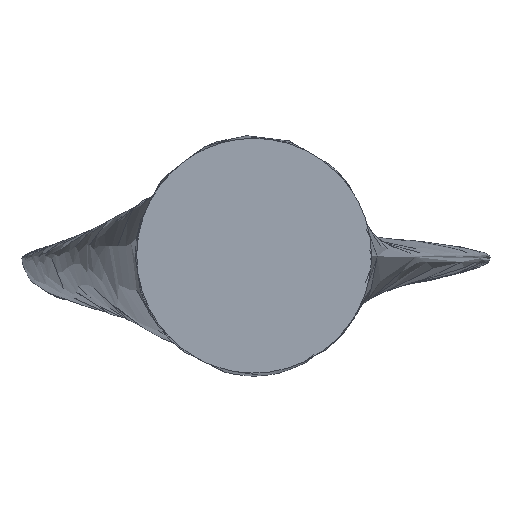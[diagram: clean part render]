
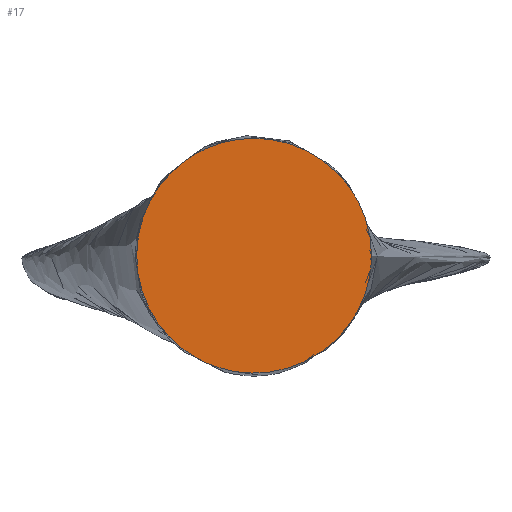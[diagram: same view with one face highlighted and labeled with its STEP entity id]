
A CAD part, top view. The second image highlights one B-rep face of the part: STEP entity #17.
In plain terms, the highlighted free-form (B-spline) face has degree [1, 1] with [2, 2] control points.
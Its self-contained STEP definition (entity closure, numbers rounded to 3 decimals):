
#17 = ADVANCED_FACE('',(#18),#32,.T.);
#18 = FACE_BOUND('',#19,.T.);
#19 = EDGE_LOOP('',(#20));
#20 = ORIENTED_EDGE('',*,*,#21,.T.);
#21 = EDGE_CURVE('',#22,#22,#24,.T.);
#22 = VERTEX_POINT('',#23);
#23 = CARTESIAN_POINT('',(1.212,9.402,-2.441)
  );
#24 = ( BOUNDED_CURVE() B_SPLINE_CURVE(2,(#25,#26,#27,#28,#29,#30,#31),
.UNSPECIFIED.,.T.,.F.) B_SPLINE_CURVE_WITH_KNOTS((1,2,2,2,2,1),(
    -2.094,0.,2.094,4.189,6.283,
8.378),.UNSPECIFIED.) CURVE() GEOMETRIC_REPRESENTATION_ITEM() 
RATIONAL_B_SPLINE_CURVE((1.,0.5,1.,0.5,1.,0.5,1.)) REPRESENTATION_ITEM(
  '') );
#25 = CARTESIAN_POINT('',(1.212,9.402,-2.441)
  );
#26 = CARTESIAN_POINT('',(1.212,11.501,-2.441
    ));
#27 = CARTESIAN_POINT('',(-0.606,10.451,-2.441
    ));
#28 = CARTESIAN_POINT('',(-2.425,9.402,-2.441
    ));
#29 = CARTESIAN_POINT('',(-0.606,8.352,-2.441
    ));
#30 = CARTESIAN_POINT('',(1.212,7.302,-2.441)
  );
#31 = CARTESIAN_POINT('',(1.212,9.402,-2.441)
  );
#32 = B_SPLINE_SURFACE_WITH_KNOTS('',1,1,(
    (#33,#34)
    ,(#35,#36
    )),.UNSPECIFIED.,.F.,.F.,.F.,(2,2),(2,2),(-0.89,0.89
    ),(-0.89,0.89),.PIECEWISE_BEZIER_KNOTS.);
#33 = CARTESIAN_POINT('',(-1.212,8.189,-2.441)
  );
#34 = CARTESIAN_POINT('',(-1.212,10.614,
    -2.441));
#35 = CARTESIAN_POINT('',(1.212,8.189,-2.441)
  );
#36 = CARTESIAN_POINT('',(1.212,10.614,-2.441
    ));
